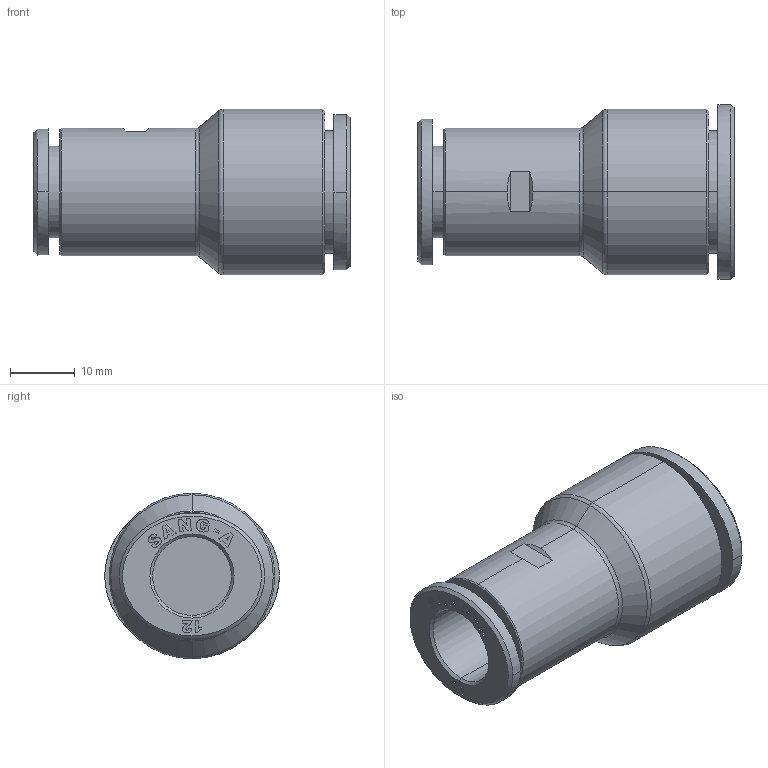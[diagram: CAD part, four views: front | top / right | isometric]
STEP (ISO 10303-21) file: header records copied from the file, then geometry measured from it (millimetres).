
FILE_DESCRIPTION((''),'2;1');
FILE_NAME('GPG_1612(3D).stp','2012-12-20T14:37:48',(''),(''),'Mechanical Desktop.R8.0.24.0','Mechanical Desktop.R8.0.24.0',', , ');
FILE_SCHEMA(('CONFIG_CONTROL_DESIGN'));
Length unit declared in the file: millimetre
Products named in the file (2): GPG_1612(3D); ºÎÇ°1
Assembly tree (1 placements, depth 2):
  GPG_1612(3D)
    ºÎÇ°1
Bounding box: 48.9 x 27 x 25.6 mm (x, y, z)
Volume: 11060.4 mm3; surface area: 7178 mm2
Topology: 1 solids, 1 shells, 597 faces, 1688 edges, 1120 vertices
Faces by surface type: plane 521, bspline 39, cylinder 23, cone 12, torus 2
Entity records: 20315 total; most frequent: CARTESIAN_POINT 4782, ORIENTED_EDGE 3376, DIRECTION 2914, EDGE_CURVE 1688, VECTOR 1542, LINE 1542, VERTEX_POINT 1120, AXIS2_PLACEMENT_3D 686
